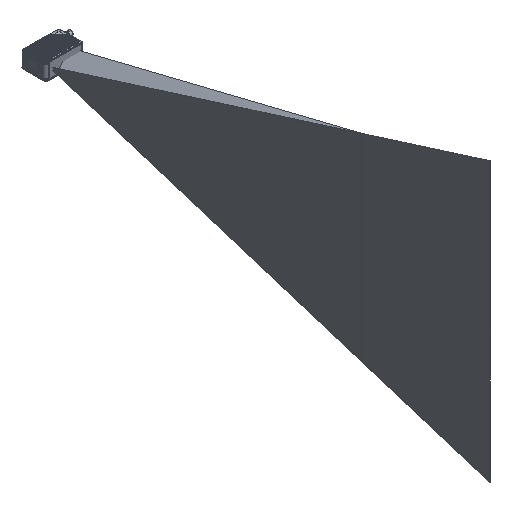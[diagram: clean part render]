
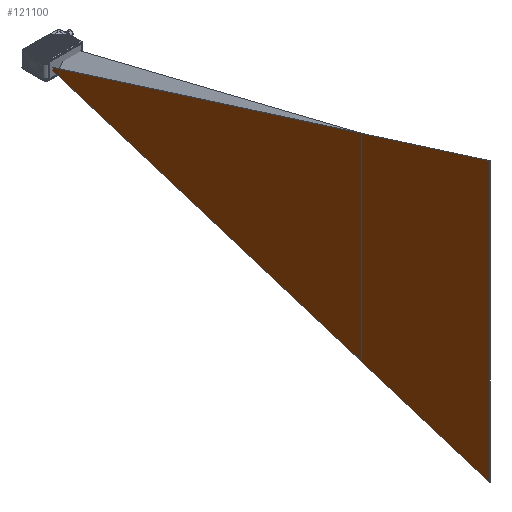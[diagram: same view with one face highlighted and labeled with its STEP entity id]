
A CAD part, isometric view. The second image highlights one B-rep face of the part: STEP entity #121100.
In plain terms, the highlighted face is planar.
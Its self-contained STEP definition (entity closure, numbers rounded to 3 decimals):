
#121012=DIRECTION('',(0.954,-0.301,0.));
#121013=VECTOR('',#121012,1048.529);
#121014=CARTESIAN_POINT('',(0.,0.,-0.15));
#121015=LINE('',#121014,#121013);
#121019=DIRECTION('',(-0.954,-0.301,0.));
#121020=VECTOR('',#121019,1048.529);
#121021=CARTESIAN_POINT('',(1000.,315.299,-0.15));
#121022=LINE('',#121021,#121020);
#121040=DIRECTION('',(0.,-1.,0.));
#121041=VECTOR('',#121040,630.598);
#121042=CARTESIAN_POINT('',(1000.,315.299,-0.15));
#121043=LINE('',#121042,#121041);
#121075=CARTESIAN_POINT('',(0.,0.,-0.15));
#121076=CARTESIAN_POINT('',(1000.,-315.299,-0.15));
#121077=VERTEX_POINT('',#121075);
#121078=VERTEX_POINT('',#121076);
#121079=CARTESIAN_POINT('',(1000.,315.299,-0.15));
#121080=VERTEX_POINT('',#121079);
#121087=CARTESIAN_POINT('',(0.,0.,-0.15));
#121088=DIRECTION('',(0.,0.,1.));
#121089=DIRECTION('',(1.,0.,0.));
#121090=AXIS2_PLACEMENT_3D('',#121087,#121088,#121089);
#121091=PLANE('',#121090);
#121093=ORIENTED_EDGE('',*,*,#121092,.T.);
#121095=ORIENTED_EDGE('',*,*,#121094,.F.);
#121097=ORIENTED_EDGE('',*,*,#121096,.T.);
#121098=EDGE_LOOP('',(#121093,#121095,#121097));
#121099=FACE_OUTER_BOUND('',#121098,.F.);
#121100=ADVANCED_FACE('',(#121099),#121091,.F.);
#121092=EDGE_CURVE('',#121077,#121078,#121015,.T.);
#121094=EDGE_CURVE('',#121080,#121078,#121043,.T.);
#121096=EDGE_CURVE('',#121080,#121077,#121022,.T.);
